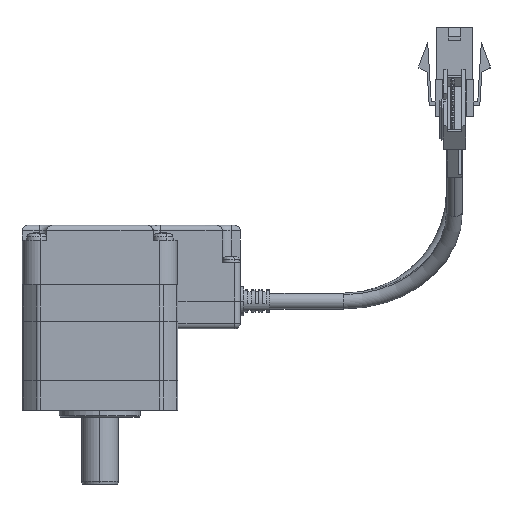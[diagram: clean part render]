
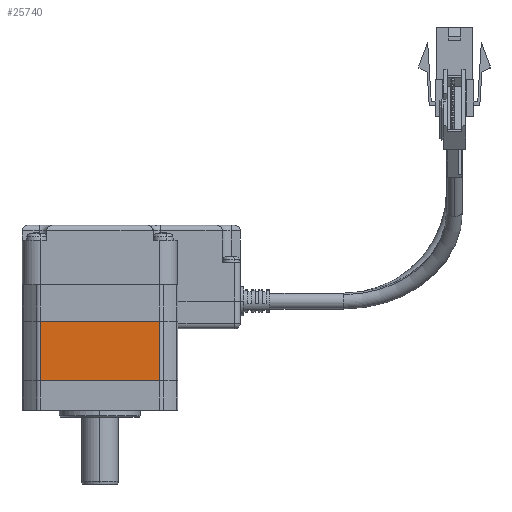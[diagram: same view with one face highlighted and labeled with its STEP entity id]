
A CAD part, left-side view. The second image highlights one B-rep face of the part: STEP entity #25740.
In plain terms, the highlighted planar face has unit normal (-1, 0, 0).
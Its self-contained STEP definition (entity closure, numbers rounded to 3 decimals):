
#2961 = CARTESIAN_POINT ( 'NONE',  ( -21.1, 8., 16.155 ) ) ;
#3376 = VECTOR ( 'NONE', #5389, 1000. ) ;
#3587 = VECTOR ( 'NONE', #21434, 1000. ) ;
#5389 = DIRECTION ( 'NONE',  ( 0., 1., 0. ) ) ;
#6126 = DIRECTION ( 'NONE',  ( 0., 0., -1. ) ) ;
#7694 = CARTESIAN_POINT ( 'NONE',  ( -21.1, -8., -16.155 ) ) ;
#8394 = EDGE_LOOP ( 'NONE', ( #14602, #38062, #61973, #51522 ) ) ;
#14602 = ORIENTED_EDGE ( 'NONE', *, *, #45956, .F. ) ;
#14931 = CARTESIAN_POINT ( 'NONE',  ( -21.1, 8., -16.155 ) ) ;
#18615 = VERTEX_POINT ( 'NONE', #54527 ) ;
#18871 = DIRECTION ( 'NONE',  ( 0., 0., 1. ) ) ;
#19205 = EDGE_CURVE ( 'NONE', #21030, #18615, #57901, .T. ) ;
#21030 = VERTEX_POINT ( 'NONE', #2961 ) ;
#21434 = DIRECTION ( 'NONE',  ( 0., -1., 0. ) ) ;
#21514 = CARTESIAN_POINT ( 'NONE',  ( -21.1, 8., 16.155 ) ) ;
#22694 = LINE ( 'NONE', #60423, #59811 ) ;
#23033 = DIRECTION ( 'NONE',  ( 0., 0., -1. ) ) ;
#23106 = DIRECTION ( 'NONE',  ( 1., 0., 0. ) ) ;
#23118 = CARTESIAN_POINT ( 'NONE',  ( -21.1, 8., 16.685 ) ) ;
#23181 = PLANE ( 'NONE',  #54341 ) ;
#25740 = ADVANCED_FACE ( 'NONE', ( #30189 ), #23181, .F. ) ;
#30189 = FACE_OUTER_BOUND ( 'NONE', #8394, .T. ) ;
#30290 = CARTESIAN_POINT ( 'NONE',  ( -21.1, 8., -16.155 ) ) ;
#32247 = EDGE_CURVE ( 'NONE', #41975, #33310, #54655, .T. ) ;
#33310 = VERTEX_POINT ( 'NONE', #14931 ) ;
#38062 = ORIENTED_EDGE ( 'NONE', *, *, #32247, .F. ) ;
#41157 = LINE ( 'NONE', #48528, #54212 ) ;
#41975 = VERTEX_POINT ( 'NONE', #7694 ) ;
#45956 = EDGE_CURVE ( 'NONE', #33310, #21030, #41157, .T. ) ;
#48528 = CARTESIAN_POINT ( 'NONE',  ( -21.1, 8., 16.685 ) ) ;
#51522 = ORIENTED_EDGE ( 'NONE', *, *, #19205, .F. ) ;
#54212 = VECTOR ( 'NONE', #18871, 1000. ) ;
#54341 = AXIS2_PLACEMENT_3D ( 'NONE', #23118, #23106, #23033 ) ;
#54527 = CARTESIAN_POINT ( 'NONE',  ( -21.1, -8., 16.155 ) ) ;
#54655 = LINE ( 'NONE', #30290, #3376 ) ;
#57901 = LINE ( 'NONE', #21514, #3587 ) ;
#59811 = VECTOR ( 'NONE', #6126, 1000. ) ;
#60360 = EDGE_CURVE ( 'NONE', #18615, #41975, #22694, .T. ) ;
#60423 = CARTESIAN_POINT ( 'NONE',  ( -21.1, -8., 0. ) ) ;
#61973 = ORIENTED_EDGE ( 'NONE', *, *, #60360, .F. ) ;
